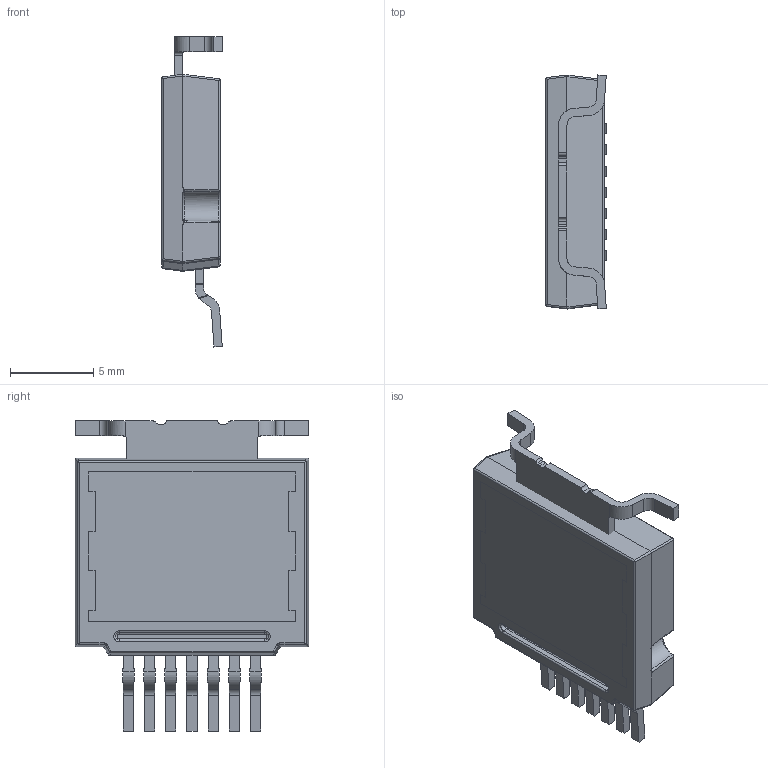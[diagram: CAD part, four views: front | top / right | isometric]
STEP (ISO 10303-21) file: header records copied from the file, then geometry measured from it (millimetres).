
FILE_DESCRIPTION(/* description */ ('Unknown'),/* implementation_level */ '2;1');
FILE_NAME(/* name */ 'TO263-7L D Type',/* time_stamp */ '2024-10-23T19:41:06+08:00',/* author */ ('Unknown'),/* organization */ ('Unknown'),/* preprocessor_version */ 'ST-DEVELOPER v18.102',/* originating_system */ 'Solid Edge',/* authorisation */ 'Unknown');
FILE_SCHEMA (('AUTOMOTIVE_DESIGN {1 0 10303 214 3 1 1}'));
Length unit declared in the file: millimetre
Products named in the file (4): TO263-7L Top Cooling Proposal A; Heatsink; Lead; CPD
Assembly tree (3 placements, depth 2):
  TO263-7L Top Cooling Proposal A
    Heatsink
    Lead
    CPD
Bounding box: 3.62 x 14.01 x 18.58 mm (x, y, z)
Volume: 574.1 mm3; surface area: 1038.8 mm2
Topology: 5 solids, 5 shells, 368 faces, 989 edges, 626 vertices
Faces by surface type: plane 217, cylinder 125, bspline 12, torus 8, sphere 6
Full cylindrical faces by diameter (mm): 2 x3
Entity records: 13217 total; most frequent: CARTESIAN_POINT 2264, ORIENTED_EDGE 1960, DIRECTION 1920, EDGE_CURVE 980, LINE 668, VECTOR 668, VERTEX_POINT 626, AXIS2_PLACEMENT_3D 626
